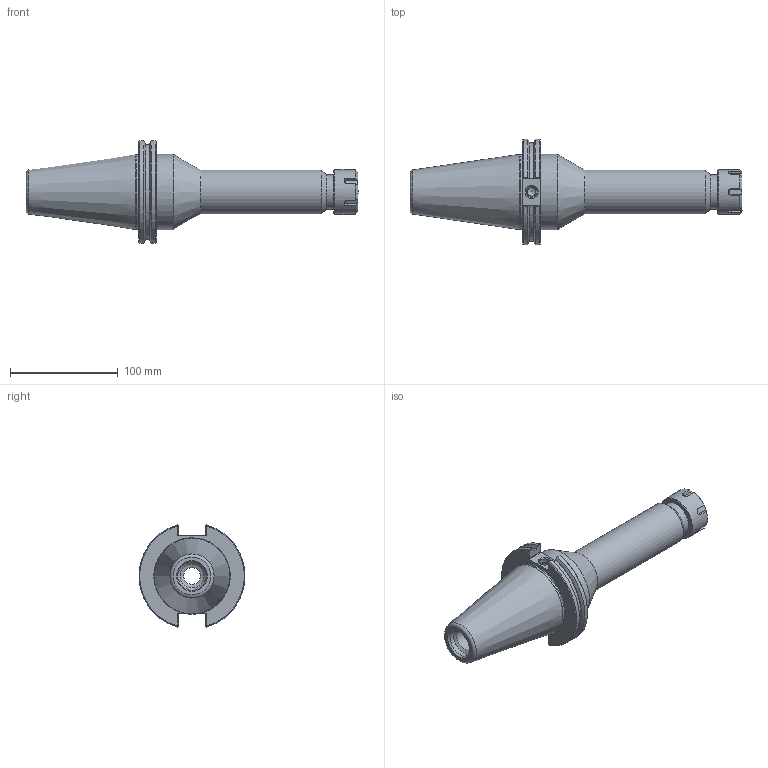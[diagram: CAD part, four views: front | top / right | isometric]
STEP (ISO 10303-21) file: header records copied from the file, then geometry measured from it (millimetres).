
FILE_DESCRIPTION((''),'2;1');
FILE_NAME('C50-25ERP812.iam.stp','2014-06-02T14:19:01',(''),(''),'Autodesk Inventor 2012','Autodesk Inventor 2012','');
FILE_SCHEMA(('AUTOMOTIVE_DESIGN { 1 0 10303 214 1 1 1 1 }'));
Length unit declared in the file: inch
Products named in the file (3): C50-25ERP812; C50-25ER8-1; 25ERPN
Assembly tree (2 placements, depth 2):
  C50-25ERP812
    C50-25ER8-1
    25ERPN
Bounding box: 307.85 x 98.06 x 94.71 mm (x, y, z)
Volume: 566726.4 mm3; surface area: 83122.6 mm2
Topology: 2 solids, 2 shells, 125 faces, 314 edges, 198 vertices
Faces by surface type: plane 51, cone 35, cylinder 31, torus 8
Full cylindrical faces by diameter (mm): 8.001 x1, 10.135 x1, 15.748 x1, 18.034 x1, 20.599 x1, 21.946 x1, 21.971 x1, 24.13 x1, 26.086 x1, 26.365 x1, 30.912 x1, 32 x1, 32.512 x1, 40.513 x1, 41.732 x1, 69.342 x1, 69.85 x1
Entity records: 3658 total; most frequent: CARTESIAN_POINT 800, DIRECTION 560, ORIENTED_EDGE 518, EDGE_CURVE 259, AXIS2_PLACEMENT_3D 229, VERTEX_POINT 189, EDGE_LOOP 180, FACE_OUTER_BOUND 125
